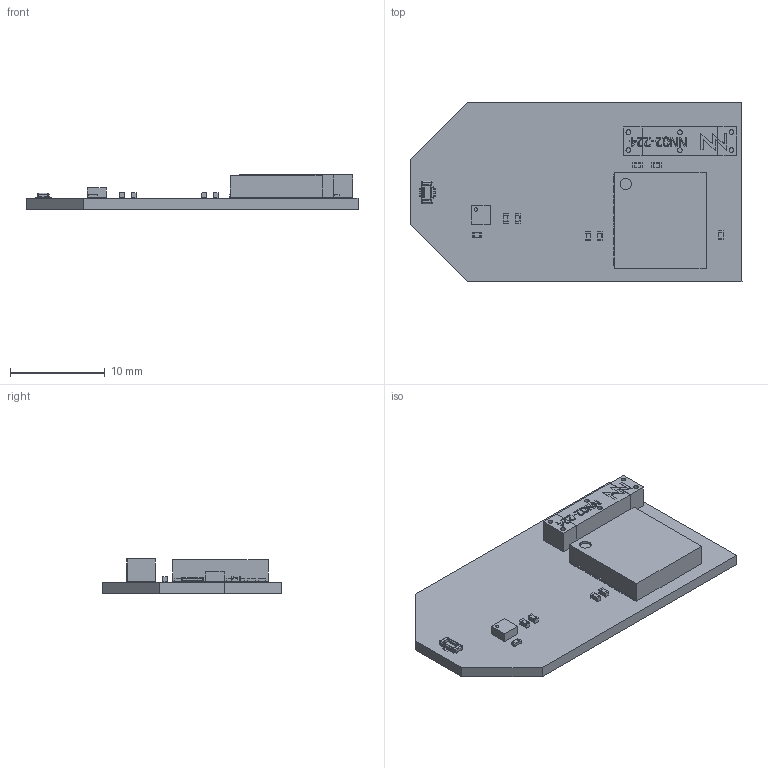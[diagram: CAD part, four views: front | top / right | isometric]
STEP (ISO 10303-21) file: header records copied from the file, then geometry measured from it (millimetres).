
FILE_DESCRIPTION(('KiCad electronic assembly'),'2;1');
FILE_NAME('pcb-expansion-positioning.step','2023-11-05T13:07:13',( 'Pcbnew'),('Kicad'),'Open CASCADE STEP processor 7.7', 'KiCad to STEP converter','Unknown');
FILE_SCHEMA(('AUTOMOTIVE_DESIGN { 1 0 10303 214 1 1 1 1 }'));
Length unit declared in the file: millimetre
Products named in the file (14): pcb-expansion-positioning 1; C_0402_1005Metric; SOLID; R_0402_1005Metric; LGA-12_2x2mm_P0.5mm; NN02-224; COMPOUND; TESEO-LIV3F; Kyocera_105861006024_plug; pcb-expansion-positioning PCB
Assembly tree (19 placements, depth 3):
  pcb-expansion-positioning 1
    C_0402_1005Metric  x6
      SOLID
    R_0402_1005Metric  x2
      SOLID
    LGA-12_2x2mm_P0.5mm
      SOLID
    NN02-224
      COMPOUND
    TESEO-LIV3F
      COMPOUND
    Kyocera_105861006024_plug
      SOLID
    pcb-expansion-positioning PCB
Bounding box: 35.12 x 19 x 3.64 mm (x, y, z)
Volume: 1058.4 mm3; surface area: 1956.8 mm2
Topology: 34 solids, 34 shells, 821 faces, 2077 edges, 1340 vertices
Faces by surface type: plane 564, cylinder 172, bspline 57, sphere 12, cone 12, torus 4
Full cylindrical faces by diameter (mm): 0.35 x1, 0.5 x6, 1.212 x1
Entity records: 46150 total; most frequent: CARTESIAN_POINT 10687, DIRECTION 5811, LINE 4126, VECTOR 4126, ORIENTED_EDGE 3266, PCURVE 3266, DEFINITIONAL_REPRESENTATION 3266, EDGE_CURVE 1633
